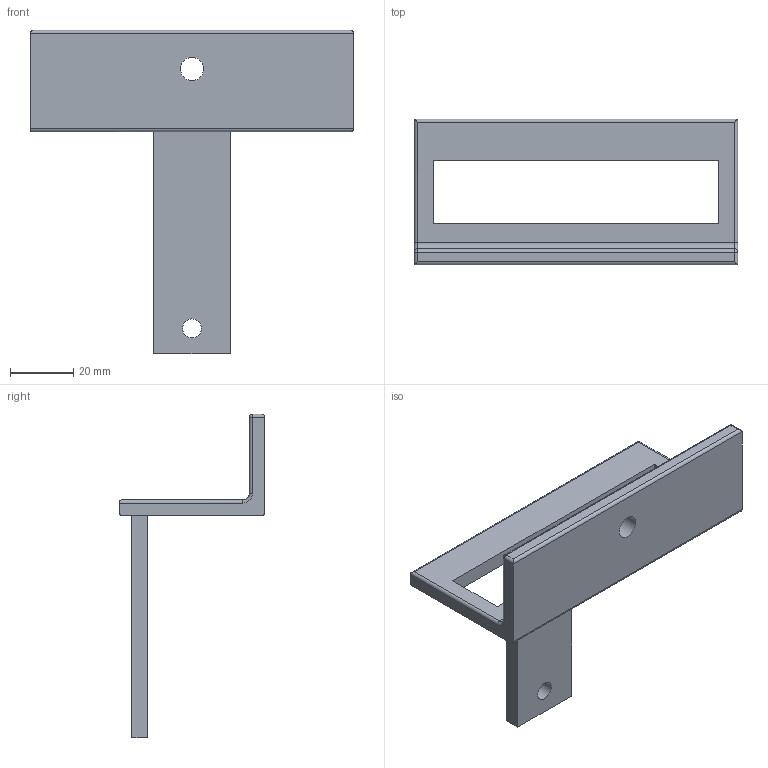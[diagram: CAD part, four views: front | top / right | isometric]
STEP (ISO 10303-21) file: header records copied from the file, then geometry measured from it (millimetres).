
FILE_DESCRIPTION(/* description */ (''),/* implementation_level */ '2;1');
FILE_NAME(/* name */ 'camera_holder.step',/* time_stamp */ '2024-01-10T17:33:33+09:00',/* author */ (''),/* organization */ (''),/* preprocessor_version */ 'ST-DEVELOPER v20',/* originating_system */ 'Autodesk Translation Framework v12.14.0.127',/* authorisation */ '');
FILE_SCHEMA (('AUTOMOTIVE_DESIGN { 1 0 10303 214 3 1 1 }'));
Length unit declared in the file: millimetre
Products named in the file (1): camera_holder
Bounding box: 102 x 46 x 102 mm (x, y, z)
Volume: 36214.5 mm3; surface area: 17882.5 mm2
Topology: 1 solids, 1 shells, 36 faces, 83 edges, 50 vertices
Faces by surface type: plane 17, cylinder 15, sphere 2, torus 2
Full cylindrical faces by diameter (mm): 6 x1, 7.35 x1
Entity records: 1050 total; most frequent: DIRECTION 183, CARTESIAN_POINT 170, ORIENTED_EDGE 166, EDGE_CURVE 83, AXIS2_PLACEMENT_3D 63, LINE 57, VECTOR 57, VERTEX_POINT 50
